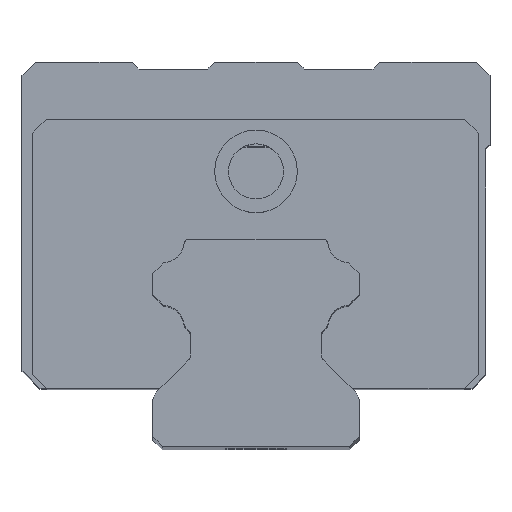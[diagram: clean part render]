
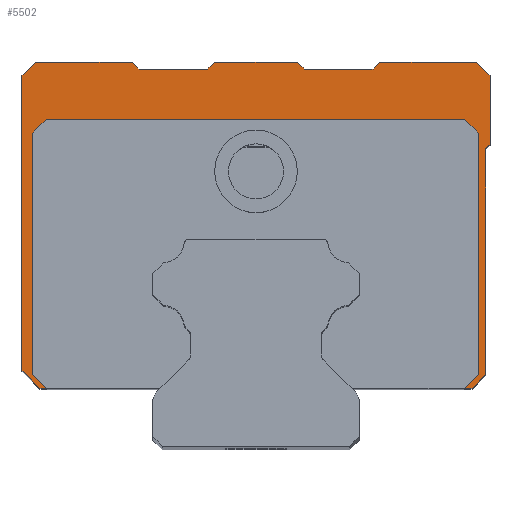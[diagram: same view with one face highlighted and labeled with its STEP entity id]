
A CAD part, top view. The second image highlights one B-rep face of the part: STEP entity #5502.
In plain terms, the highlighted planar face has unit normal (0, 0, 1).
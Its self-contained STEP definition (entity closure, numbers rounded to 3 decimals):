
#430=FACE_OUTER_BOUND('',#736,.T.);
#736=EDGE_LOOP('',(#3917,#3918,#3919,#3920,#3921,#3922,#3923,#3924,#3925,
#3926,#3927,#3928,#3929,#3930,#3931,#3932,#3933,#3934,#3935,#3936,#3937,
#3938,#3939,#3940,#3941,#3942));
#1190=LINE('',#7501,#1724);
#1252=LINE('',#7672,#1786);
#1265=LINE('',#7711,#1799);
#1266=LINE('',#7714,#1800);
#1267=LINE('',#7716,#1801);
#1268=LINE('',#7718,#1802);
#1269=LINE('',#7720,#1803);
#1270=LINE('',#7722,#1804);
#1271=LINE('',#7724,#1805);
#1272=LINE('',#7726,#1806);
#1273=LINE('',#7728,#1807);
#1274=LINE('',#7730,#1808);
#1275=LINE('',#7732,#1809);
#1276=LINE('',#7734,#1810);
#1277=LINE('',#7736,#1811);
#1278=LINE('',#7738,#1812);
#1279=LINE('',#7740,#1813);
#1280=LINE('',#7742,#1814);
#1281=LINE('',#7744,#1815);
#1282=LINE('',#7745,#1816);
#1283=LINE('',#7747,#1817);
#1284=LINE('',#7749,#1818);
#1285=LINE('',#7751,#1819);
#1286=LINE('',#7753,#1820);
#1287=LINE('',#7755,#1821);
#1288=LINE('',#7756,#1822);
#1724=VECTOR('',#6216,0.483);
#1786=VECTOR('',#6382,0.569);
#1799=VECTOR('',#6419,1.451);
#1800=VECTOR('',#6422,1.414);
#1801=VECTOR('',#6423,16.4);
#1802=VECTOR('',#6424,0.424);
#1803=VECTOR('',#6425,5.);
#1804=VECTOR('',#6426,1.414);
#1805=VECTOR('',#6427,7.);
#1806=VECTOR('',#6428,0.707);
#1807=VECTOR('',#6429,5.);
#1808=VECTOR('',#6430,0.707);
#1809=VECTOR('',#6431,6.);
#1810=VECTOR('',#6432,0.707);
#1811=VECTOR('',#6433,5.);
#1812=VECTOR('',#6434,0.707);
#1813=VECTOR('',#6435,7.);
#1814=VECTOR('',#6436,1.414);
#1815=VECTOR('',#6437,21.4);
#1816=VECTOR('',#6438,1.838);
#1817=VECTOR('',#6439,17.5);
#1818=VECTOR('',#6440,1.414);
#1819=VECTOR('',#6441,30.4);
#1820=VECTOR('',#6442,1.414);
#1821=VECTOR('',#6443,17.5);
#1822=VECTOR('',#6444,1.451);
#2261=VERTEX_POINT('',#7498);
#2262=VERTEX_POINT('',#7500);
#2318=VERTEX_POINT('',#7669);
#2319=VERTEX_POINT('',#7671);
#2333=VERTEX_POINT('',#7709);
#2334=VERTEX_POINT('',#7713);
#2335=VERTEX_POINT('',#7715);
#2336=VERTEX_POINT('',#7717);
#2337=VERTEX_POINT('',#7719);
#2338=VERTEX_POINT('',#7721);
#2339=VERTEX_POINT('',#7723);
#2340=VERTEX_POINT('',#7725);
#2341=VERTEX_POINT('',#7727);
#2342=VERTEX_POINT('',#7729);
#2343=VERTEX_POINT('',#7731);
#2344=VERTEX_POINT('',#7733);
#2345=VERTEX_POINT('',#7735);
#2346=VERTEX_POINT('',#7737);
#2347=VERTEX_POINT('',#7739);
#2348=VERTEX_POINT('',#7741);
#2349=VERTEX_POINT('',#7743);
#2350=VERTEX_POINT('',#7746);
#2351=VERTEX_POINT('',#7748);
#2352=VERTEX_POINT('',#7750);
#2353=VERTEX_POINT('',#7752);
#2354=VERTEX_POINT('',#7754);
#2842=EDGE_CURVE('',#2261,#2262,#1190,.T.);
#2928=EDGE_CURVE('',#2318,#2319,#1252,.T.);
#2947=EDGE_CURVE('',#2333,#2261,#1265,.T.);
#2948=EDGE_CURVE('',#2334,#2318,#1266,.T.);
#2949=EDGE_CURVE('',#2335,#2334,#1267,.T.);
#2950=EDGE_CURVE('',#2336,#2335,#1268,.T.);
#2951=EDGE_CURVE('',#2337,#2336,#1269,.T.);
#2952=EDGE_CURVE('',#2338,#2337,#1270,.T.);
#2953=EDGE_CURVE('',#2339,#2338,#1271,.T.);
#2954=EDGE_CURVE('',#2340,#2339,#1272,.T.);
#2955=EDGE_CURVE('',#2341,#2340,#1273,.T.);
#2956=EDGE_CURVE('',#2342,#2341,#1274,.T.);
#2957=EDGE_CURVE('',#2343,#2342,#1275,.T.);
#2958=EDGE_CURVE('',#2344,#2343,#1276,.T.);
#2959=EDGE_CURVE('',#2345,#2344,#1277,.T.);
#2960=EDGE_CURVE('',#2346,#2345,#1278,.T.);
#2961=EDGE_CURVE('',#2347,#2346,#1279,.T.);
#2962=EDGE_CURVE('',#2348,#2347,#1280,.T.);
#2963=EDGE_CURVE('',#2349,#2348,#1281,.T.);
#2964=EDGE_CURVE('',#2262,#2349,#1282,.T.);
#2965=EDGE_CURVE('',#2333,#2350,#1283,.T.);
#2966=EDGE_CURVE('',#2351,#2350,#1284,.T.);
#2967=EDGE_CURVE('',#2351,#2352,#1285,.T.);
#2968=EDGE_CURVE('',#2353,#2352,#1286,.T.);
#2969=EDGE_CURVE('',#2353,#2354,#1287,.T.);
#2970=EDGE_CURVE('',#2319,#2354,#1288,.T.);
#3917=ORIENTED_EDGE('',*,*,#2928,.F.);
#3918=ORIENTED_EDGE('',*,*,#2948,.F.);
#3919=ORIENTED_EDGE('',*,*,#2949,.F.);
#3920=ORIENTED_EDGE('',*,*,#2950,.F.);
#3921=ORIENTED_EDGE('',*,*,#2951,.F.);
#3922=ORIENTED_EDGE('',*,*,#2952,.F.);
#3923=ORIENTED_EDGE('',*,*,#2953,.F.);
#3924=ORIENTED_EDGE('',*,*,#2954,.F.);
#3925=ORIENTED_EDGE('',*,*,#2955,.F.);
#3926=ORIENTED_EDGE('',*,*,#2956,.F.);
#3927=ORIENTED_EDGE('',*,*,#2957,.F.);
#3928=ORIENTED_EDGE('',*,*,#2958,.F.);
#3929=ORIENTED_EDGE('',*,*,#2959,.F.);
#3930=ORIENTED_EDGE('',*,*,#2960,.F.);
#3931=ORIENTED_EDGE('',*,*,#2961,.F.);
#3932=ORIENTED_EDGE('',*,*,#2962,.F.);
#3933=ORIENTED_EDGE('',*,*,#2963,.F.);
#3934=ORIENTED_EDGE('',*,*,#2964,.F.);
#3935=ORIENTED_EDGE('',*,*,#2842,.F.);
#3936=ORIENTED_EDGE('',*,*,#2947,.F.);
#3937=ORIENTED_EDGE('',*,*,#2965,.T.);
#3938=ORIENTED_EDGE('',*,*,#2966,.F.);
#3939=ORIENTED_EDGE('',*,*,#2967,.T.);
#3940=ORIENTED_EDGE('',*,*,#2968,.F.);
#3941=ORIENTED_EDGE('',*,*,#2969,.T.);
#3942=ORIENTED_EDGE('',*,*,#2970,.F.);
#5317=PLANE('',#5864);
#5502=ADVANCED_FACE('',(#430),#5317,.T.);
#5864=AXIS2_PLACEMENT_3D('',#7712,#6420,#6421);
#6216=DIRECTION('',(-1.,0.,0.));
#6382=DIRECTION('',(-1.,0.,0.));
#6419=DIRECTION('',(0.707,-0.707,0.));
#6420=DIRECTION('center_axis',(0.,0.,1.));
#6421=DIRECTION('ref_axis',(1.,0.,0.));
#6422=DIRECTION('',(-0.707,-0.707,0.));
#6423=DIRECTION('',(0.,-1.,0.));
#6424=DIRECTION('',(-0.707,-0.707,0.));
#6425=DIRECTION('',(0.,-1.,0.));
#6426=DIRECTION('',(0.707,-0.707,0.));
#6427=DIRECTION('',(1.,0.,0.));
#6428=DIRECTION('',(0.707,0.707,0.));
#6429=DIRECTION('',(1.,0.,0.));
#6430=DIRECTION('',(0.707,-0.707,0.));
#6431=DIRECTION('',(1.,0.,0.));
#6432=DIRECTION('',(0.707,0.707,0.));
#6433=DIRECTION('',(1.,0.,0.));
#6434=DIRECTION('',(0.707,-0.707,0.));
#6435=DIRECTION('',(1.,0.,0.));
#6436=DIRECTION('',(0.707,0.707,0.));
#6437=DIRECTION('',(0.,1.,0.));
#6438=DIRECTION('',(-0.707,0.707,0.));
#6439=DIRECTION('',(0.,1.,0.));
#6440=DIRECTION('',(-0.707,-0.707,0.));
#6441=DIRECTION('',(1.,0.,0.));
#6442=DIRECTION('',(-0.707,0.707,0.));
#6443=DIRECTION('',(0.,-1.,0.));
#6444=DIRECTION('',(0.707,0.707,0.));
#7498=CARTESIAN_POINT('',(-15.217,-10.7,19.7));
#7500=CARTESIAN_POINT('',(-15.7,-10.7,19.7));
#7501=CARTESIAN_POINT('',(-15.217,-10.7,19.7));
#7669=CARTESIAN_POINT('',(15.7,-10.7,19.7));
#7671=CARTESIAN_POINT('',(15.131,-10.7,19.7));
#7672=CARTESIAN_POINT('',(15.7,-10.7,19.7));
#7709=CARTESIAN_POINT('',(-16.243,-9.674,19.7));
#7711=CARTESIAN_POINT('',(-16.243,-9.674,19.7));
#7712=CARTESIAN_POINT('Origin',(0.,0.,19.7));
#7713=CARTESIAN_POINT('',(16.7,-9.7,19.7));
#7714=CARTESIAN_POINT('',(16.7,-9.7,19.7));
#7715=CARTESIAN_POINT('',(16.7,6.7,19.7));
#7716=CARTESIAN_POINT('',(16.7,6.7,19.7));
#7717=CARTESIAN_POINT('',(17.,7.,19.7));
#7718=CARTESIAN_POINT('',(17.,7.,19.7));
#7719=CARTESIAN_POINT('',(17.,12.,19.7));
#7720=CARTESIAN_POINT('',(17.,12.,19.7));
#7721=CARTESIAN_POINT('',(16.,13.,19.7));
#7722=CARTESIAN_POINT('',(16.,13.,19.7));
#7723=CARTESIAN_POINT('',(9.,13.,19.7));
#7724=CARTESIAN_POINT('',(9.,13.,19.7));
#7725=CARTESIAN_POINT('',(8.5,12.5,19.7));
#7726=CARTESIAN_POINT('',(8.5,12.5,19.7));
#7727=CARTESIAN_POINT('',(3.5,12.5,19.7));
#7728=CARTESIAN_POINT('',(3.5,12.5,19.7));
#7729=CARTESIAN_POINT('',(3.,13.,19.7));
#7730=CARTESIAN_POINT('',(3.,13.,19.7));
#7731=CARTESIAN_POINT('',(-3.,13.,19.7));
#7732=CARTESIAN_POINT('',(-3.,13.,19.7));
#7733=CARTESIAN_POINT('',(-3.5,12.5,19.7));
#7734=CARTESIAN_POINT('',(-3.5,12.5,19.7));
#7735=CARTESIAN_POINT('',(-8.5,12.5,19.7));
#7736=CARTESIAN_POINT('',(-8.5,12.5,19.7));
#7737=CARTESIAN_POINT('',(-9.,13.,19.7));
#7738=CARTESIAN_POINT('',(-9.,13.,19.7));
#7739=CARTESIAN_POINT('',(-16.,13.,19.7));
#7740=CARTESIAN_POINT('',(-16.,13.,19.7));
#7741=CARTESIAN_POINT('',(-17.,12.,19.7));
#7742=CARTESIAN_POINT('',(-17.,12.,19.7));
#7743=CARTESIAN_POINT('',(-17.,-9.4,19.7));
#7744=CARTESIAN_POINT('',(-17.,-9.4,19.7));
#7745=CARTESIAN_POINT('',(-15.7,-10.7,19.7));
#7746=CARTESIAN_POINT('',(-16.243,7.826,19.7));
#7747=CARTESIAN_POINT('',(-16.243,-9.674,19.7));
#7748=CARTESIAN_POINT('',(-15.243,8.826,19.7));
#7749=CARTESIAN_POINT('',(-15.243,8.826,19.7));
#7750=CARTESIAN_POINT('',(15.157,8.826,19.7));
#7751=CARTESIAN_POINT('',(-15.243,8.826,19.7));
#7752=CARTESIAN_POINT('',(16.157,7.826,19.7));
#7753=CARTESIAN_POINT('',(16.157,7.826,19.7));
#7754=CARTESIAN_POINT('',(16.157,-9.674,19.7));
#7755=CARTESIAN_POINT('',(16.157,7.826,19.7));
#7756=CARTESIAN_POINT('',(15.131,-10.7,19.7));
